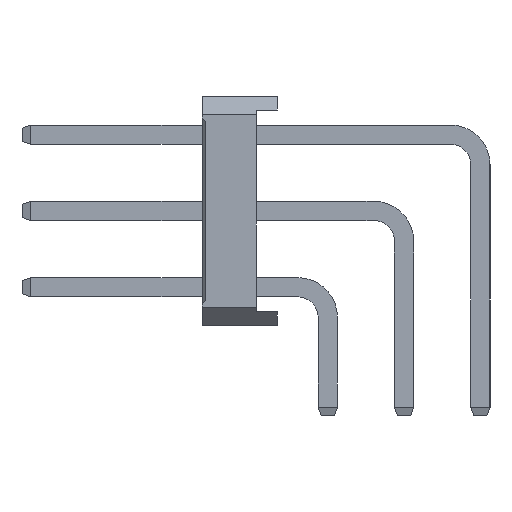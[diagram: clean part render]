
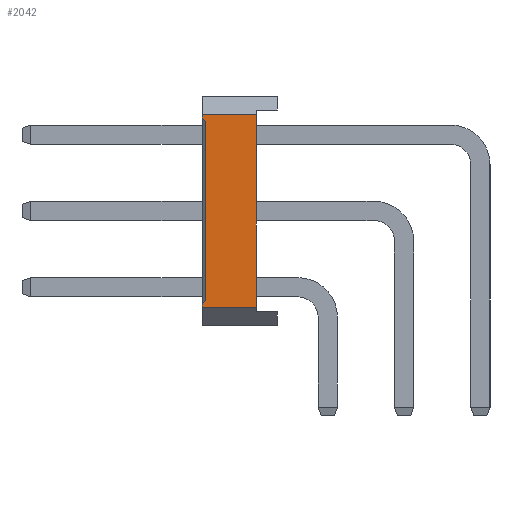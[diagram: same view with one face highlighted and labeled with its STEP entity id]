
A CAD part, left-side view. The second image highlights one B-rep face of the part: STEP entity #2042.
In plain terms, the highlighted planar face has unit normal (-1, 0, 0).
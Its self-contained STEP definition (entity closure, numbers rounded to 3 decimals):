
#2042=ADVANCED_FACE('',(#22465),#22467,.T.);
#22465=FACE_BOUND('',#22466,.T.);
#22466=EDGE_LOOP('',(#39067,#39068,#39069,#39070,#39071,#39072,#39073,#39074));
#22467=PLANE('',#22468);
#22468=AXIS2_PLACEMENT_3D('',#22469,#22470,#22471);
#22469=CARTESIAN_POINT('',(-1.27,1.68,0.6));
#22470=DIRECTION('',(-1.,0.,0.));
#22471=DIRECTION('',(0.,0.,1.));
#39067=ORIENTED_EDGE('',*,*,#49752,.F.);
#39068=ORIENTED_EDGE('',*,*,#49753,.T.);
#39069=ORIENTED_EDGE('',*,*,#49754,.F.);
#39070=ORIENTED_EDGE('',*,*,#48559,.F.);
#39071=ORIENTED_EDGE('',*,*,#49755,.F.);
#39072=ORIENTED_EDGE('',*,*,#47970,.T.);
#39073=ORIENTED_EDGE('',*,*,#49751,.T.);
#39074=ORIENTED_EDGE('',*,*,#48563,.F.);
#47970=EDGE_CURVE('',#53536,#53534,#53537,.T.);
#48559=EDGE_CURVE('',#54712,#54714,#54715,.T.);
#48563=EDGE_CURVE('',#54720,#54722,#54723,.T.);
#49751=EDGE_CURVE('',#53534,#54722,#56877,.T.);
#49752=EDGE_CURVE('',#56878,#54720,#56879,.F.);
#49753=EDGE_CURVE('',#56878,#56880,#56881,.T.);
#49754=EDGE_CURVE('',#54714,#56880,#56882,.F.);
#49755=EDGE_CURVE('',#53536,#54712,#56883,.T.);
#53534=VERTEX_POINT('',#62584);
#53536=VERTEX_POINT('',#62588);
#53537=LINE('',#62589,#62590);
#54712=VERTEX_POINT('',#64940);
#54714=VERTEX_POINT('',#64944);
#54715=LINE('',#64945,#64946);
#54720=VERTEX_POINT('',#64956);
#54722=VERTEX_POINT('',#64960);
#54723=LINE('',#64961,#64962);
#56877=LINE('',#69599,#69600);
#56878=VERTEX_POINT('',#69602);
#56879=LINE('',#69603,#69604);
#56880=VERTEX_POINT('',#69606);
#56881=LINE('',#69607,#69608);
#56882=LINE('',#69610,#69611);
#56883=LINE('',#69613,#69614);
#62584=CARTESIAN_POINT('',(-1.27,2.38,7.02));
#62588=CARTESIAN_POINT('',(-1.27,2.38,0.6));
#62589=CARTESIAN_POINT('',(-1.27,2.38,0.6));
#62590=VECTOR('',#62591,1.);
#62591=DIRECTION('',(0.,0.,1.));
#64940=CARTESIAN_POINT('',(-1.27,4.18,0.6));
#64944=CARTESIAN_POINT('',(-1.27,4.18,0.72));
#64945=CARTESIAN_POINT('',(-1.27,4.18,0.6));
#64946=VECTOR('',#64947,1.);
#64947=DIRECTION('',(0.,0.,1.));
#64956=CARTESIAN_POINT('',(-1.27,4.18,6.9));
#64960=CARTESIAN_POINT('',(-1.27,4.18,7.02));
#64961=CARTESIAN_POINT('',(-1.27,4.18,6.9));
#64962=VECTOR('',#64963,1.);
#64963=DIRECTION('',(0.,0.,1.));
#69599=CARTESIAN_POINT('',(-1.27,2.38,7.02));
#69600=VECTOR('',#69601,1.);
#69601=DIRECTION('',(0.,1.,0.));
#69602=CARTESIAN_POINT('',(-1.27,4.08,6.8));
#69603=CARTESIAN_POINT('',(-1.27,4.18,6.9));
#69604=VECTOR('',#69605,1.);
#69605=DIRECTION('',(0.,-0.707,-0.707));
#69606=CARTESIAN_POINT('',(-1.27,4.08,0.82));
#69607=CARTESIAN_POINT('',(-1.27,4.08,6.8));
#69608=VECTOR('',#69609,1.);
#69609=DIRECTION('',(0.,0.,-1.));
#69610=CARTESIAN_POINT('',(-1.27,4.08,0.82));
#69611=VECTOR('',#69612,1.);
#69612=DIRECTION('',(0.,0.707,-0.707));
#69613=CARTESIAN_POINT('',(-1.27,2.38,0.6));
#69614=VECTOR('',#69615,1.);
#69615=DIRECTION('',(0.,1.,0.));
